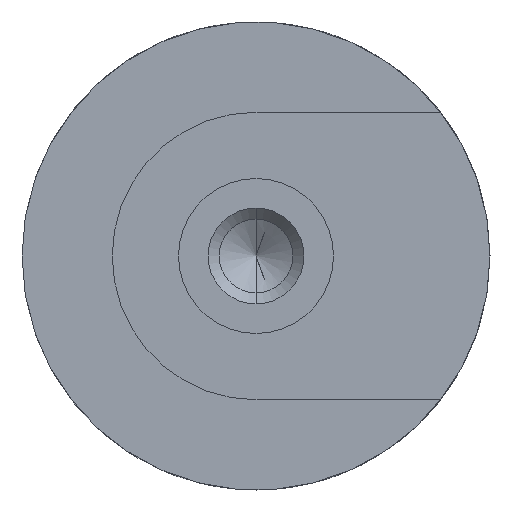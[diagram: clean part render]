
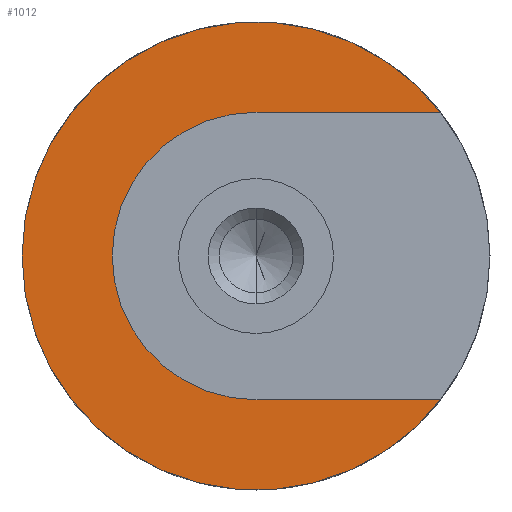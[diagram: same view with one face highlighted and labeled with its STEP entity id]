
A CAD part, left-side view. The second image highlights one B-rep face of the part: STEP entity #1012.
In plain terms, the highlighted planar face has unit normal (-1, 0, 0).
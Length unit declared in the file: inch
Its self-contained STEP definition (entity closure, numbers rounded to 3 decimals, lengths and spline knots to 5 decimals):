
#30 = DIRECTION ( 'NONE',  ( 0., -1., 0. ) ) ;
#41 = AXIS2_PLACEMENT_3D ( 'NONE', #1129, #67, #1148 ) ;
#54 = ORIENTED_EDGE ( 'NONE', *, *, #1150, .T. ) ;
#67 = DIRECTION ( 'NONE',  ( -1., 0., 0. ) ) ;
#72 = CARTESIAN_POINT ( 'NONE',  ( -1.8385, -0.49312, 0.384 ) ) ;
#90 = DIRECTION ( 'NONE',  ( 1., 0., 0. ) ) ;
#125 = ORIENTED_EDGE ( 'NONE', *, *, #904, .T. ) ;
#135 = DIRECTION ( 'NONE',  ( 0., 1., 0. ) ) ;
#203 = VECTOR ( 'NONE', #135, 39.37008 ) ;
#238 = CARTESIAN_POINT ( 'NONE',  ( -1.8385, 0., -0.384 ) ) ;
#249 = LINE ( 'NONE', #238, #203 ) ;
#250 = AXIS2_PLACEMENT_3D ( 'NONE', #436, #306, #30 ) ;
#257 = ORIENTED_EDGE ( 'NONE', *, *, #310, .T. ) ;
#288 = VERTEX_POINT ( 'NONE', #728 ) ;
#306 = DIRECTION ( 'NONE',  ( -1., 0., 0. ) ) ;
#310 = EDGE_CURVE ( 'NONE', #288, #771, #249, .T. ) ;
#330 = FACE_OUTER_BOUND ( 'NONE', #1174, .T. ) ;
#369 = VECTOR ( 'NONE', #951, 39.37008 ) ;
#384 = EDGE_CURVE ( 'NONE', #599, #1192, #1146, .T. ) ;
#436 = CARTESIAN_POINT ( 'NONE',  ( -1.8385, 0., 0. ) ) ;
#480 = DIRECTION ( 'NONE',  ( 0., -1., 0. ) ) ;
#509 = CARTESIAN_POINT ( 'NONE',  ( -1.8385, 0.625, 0. ) ) ;
#539 = AXIS2_PLACEMENT_3D ( 'NONE', #1003, #90, #480 ) ;
#581 = ORIENTED_EDGE ( 'NONE', *, *, #1021, .T. ) ;
#599 = VERTEX_POINT ( 'NONE', #712 ) ;
#627 = CIRCLE ( 'NONE', #250, 0.625 ) ;
#630 = VERTEX_POINT ( 'NONE', #509 ) ;
#639 = CARTESIAN_POINT ( 'NONE',  ( -1.8385, 0., 0.384 ) ) ;
#712 = CARTESIAN_POINT ( 'NONE',  ( -1.8385, 0., 0.384 ) ) ;
#720 = CIRCLE ( 'NONE', #41, 0.625 ) ;
#728 = CARTESIAN_POINT ( 'NONE',  ( -1.8385, -0.49312, -0.384 ) ) ;
#730 = CARTESIAN_POINT ( 'NONE',  ( -1.8385, 0., 0. ) ) ;
#771 = VERTEX_POINT ( 'NONE', #950 ) ;
#904 = EDGE_CURVE ( 'NONE', #771, #599, #1097, .T. ) ;
#950 = CARTESIAN_POINT ( 'NONE',  ( -1.8385, 0., -0.384 ) ) ;
#951 = DIRECTION ( 'NONE',  ( 0., -1., 0. ) ) ;
#1003 = CARTESIAN_POINT ( 'NONE',  ( -1.8385, 0., 0. ) ) ;
#1007 = PLANE ( 'NONE',  #1139 ) ;
#1012 = ADVANCED_FACE ( 'NONE', ( #330 ), #1007, .T. ) ;
#1021 = EDGE_CURVE ( 'NONE', #630, #288, #627, .T. ) ;
#1097 = CIRCLE ( 'NONE', #539, 0.384 ) ;
#1109 = DIRECTION ( 'NONE',  ( 0., -1., 0. ) ) ;
#1129 = CARTESIAN_POINT ( 'NONE',  ( -1.8385, 0., 0. ) ) ;
#1139 = AXIS2_PLACEMENT_3D ( 'NONE', #730, #1197, #1109 ) ;
#1146 = LINE ( 'NONE', #639, #369 ) ;
#1148 = DIRECTION ( 'NONE',  ( 0., -1., 0. ) ) ;
#1150 = EDGE_CURVE ( 'NONE', #1192, #630, #720, .T. ) ;
#1174 = EDGE_LOOP ( 'NONE', ( #257, #125, #1196, #54, #581 ) ) ;
#1192 = VERTEX_POINT ( 'NONE', #72 ) ;
#1196 = ORIENTED_EDGE ( 'NONE', *, *, #384, .T. ) ;
#1197 = DIRECTION ( 'NONE',  ( -1., 0., 0. ) ) ;
